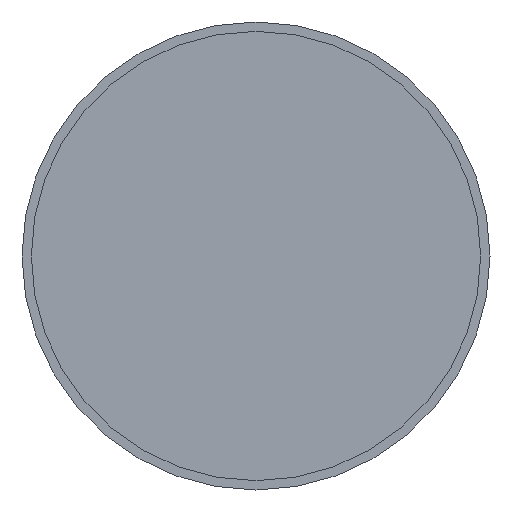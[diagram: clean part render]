
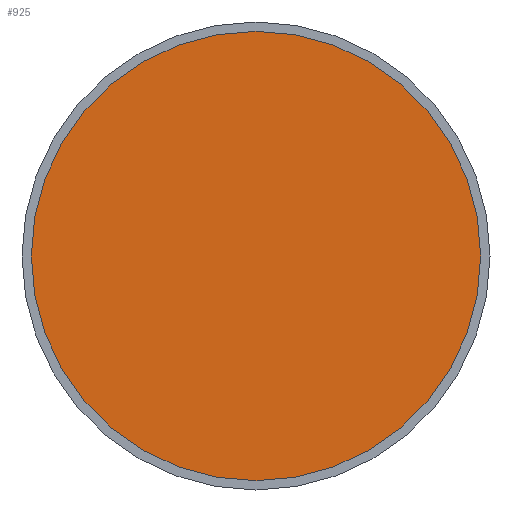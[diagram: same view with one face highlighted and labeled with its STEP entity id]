
A CAD part, front view. The second image highlights one B-rep face of the part: STEP entity #925.
In plain terms, the highlighted planar face has unit normal (0, -1, 0).
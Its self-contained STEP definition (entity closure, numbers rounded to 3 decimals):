
#13 = ORIENTED_EDGE ( 'NONE', *, *, #1708, .T. ) ;
#158 = CARTESIAN_POINT ( 'NONE',  ( 0., 0., 0. ) ) ;
#189 = CARTESIAN_POINT ( 'NONE',  ( 0., 0., 0. ) ) ;
#287 = AXIS2_PLACEMENT_3D ( 'NONE', #158, #1730, #1071 ) ;
#345 = EDGE_CURVE ( 'NONE', #1417, #816, #1612, .T. ) ;
#351 = FACE_OUTER_BOUND ( 'NONE', #580, .T. ) ;
#510 = DIRECTION ( 'NONE',  ( -1., 0., 0. ) ) ;
#580 = EDGE_LOOP ( 'NONE', ( #13, #720 ) ) ;
#720 = ORIENTED_EDGE ( 'NONE', *, *, #345, .T. ) ;
#816 = VERTEX_POINT ( 'NONE', #1619 ) ;
#886 = DIRECTION ( 'NONE',  ( 0., 1., 0. ) ) ;
#925 = ADVANCED_FACE ( 'NONE', ( #351 ), #1180, .F. ) ;
#956 = CIRCLE ( 'NONE', #287, 48. ) ;
#1023 = DIRECTION ( 'NONE',  ( 0., -1., 0. ) ) ;
#1071 = DIRECTION ( 'NONE',  ( 1., 0., 0. ) ) ;
#1180 = PLANE ( 'NONE',  #1728 ) ;
#1252 = DIRECTION ( 'NONE',  ( 1., 0., 0. ) ) ;
#1282 = CARTESIAN_POINT ( 'NONE',  ( 0., 0., 0. ) ) ;
#1417 = VERTEX_POINT ( 'NONE', #1701 ) ;
#1535 = AXIS2_PLACEMENT_3D ( 'NONE', #189, #1023, #1252 ) ;
#1612 = CIRCLE ( 'NONE', #1535, 48. ) ;
#1619 = CARTESIAN_POINT ( 'NONE',  ( 48., 0., 0. ) ) ;
#1701 = CARTESIAN_POINT ( 'NONE',  ( -48., 0., 0. ) ) ;
#1708 = EDGE_CURVE ( 'NONE', #816, #1417, #956, .T. ) ;
#1728 = AXIS2_PLACEMENT_3D ( 'NONE', #1282, #886, #510 ) ;
#1730 = DIRECTION ( 'NONE',  ( 0., -1., 0. ) ) ;
